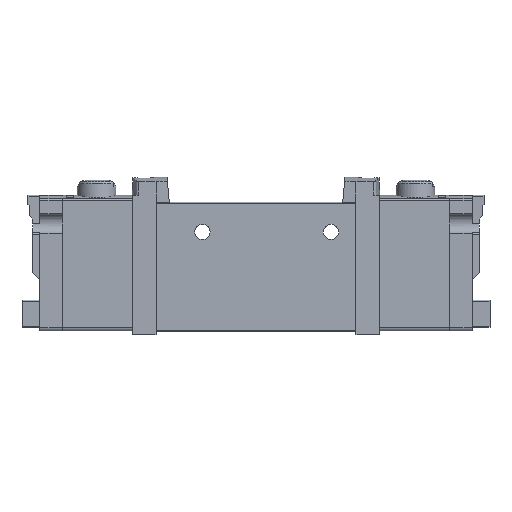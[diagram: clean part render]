
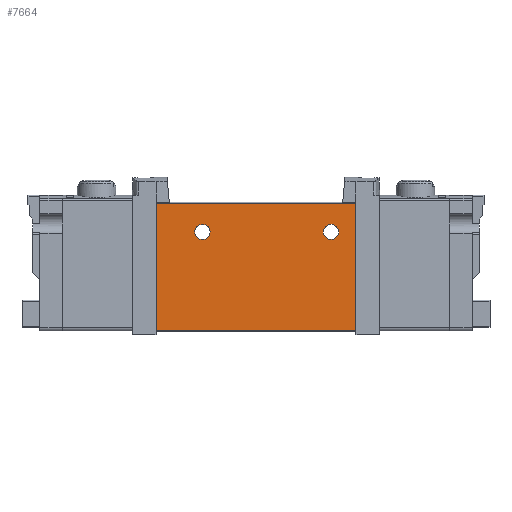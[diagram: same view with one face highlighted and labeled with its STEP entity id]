
A CAD part, top view. The second image highlights one B-rep face of the part: STEP entity #7664.
In plain terms, the highlighted planar face has unit normal (0, 0, 1).
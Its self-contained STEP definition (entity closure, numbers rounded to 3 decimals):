
#89=PLANE('',#8245);
#580=LINE('',#11712,#1410);
#619=LINE('',#11804,#1449);
#622=LINE('',#11812,#1452);
#625=LINE('',#11820,#1455);
#1410=VECTOR('',#9209,1000.);
#1449=VECTOR('',#9292,1000.);
#1452=VECTOR('',#9299,1000.);
#1455=VECTOR('',#9308,1000.);
#2511=ORIENTED_EDGE('',*,*,#4694,.F.);
#2512=ORIENTED_EDGE('',*,*,#4695,.F.);
#2513=ORIENTED_EDGE('',*,*,#4639,.T.);
#2514=ORIENTED_EDGE('',*,*,#4696,.F.);
#2515=ORIENTED_EDGE('',*,*,#4687,.F.);
#2516=ORIENTED_EDGE('',*,*,#4691,.T.);
#4639=EDGE_CURVE('',#5742,#5741,#580,.T.);
#4687=EDGE_CURVE('',#5772,#5773,#619,.T.);
#4691=EDGE_CURVE('',#5772,#5742,#622,.T.);
#4694=EDGE_CURVE('',#5776,#5776,#6351,.F.);
#4695=EDGE_CURVE('',#5777,#5777,#6352,.F.);
#4696=EDGE_CURVE('',#5773,#5741,#625,.T.);
#5741=VERTEX_POINT('',#11711);
#5742=VERTEX_POINT('',#11713);
#5772=VERTEX_POINT('',#11803);
#5773=VERTEX_POINT('',#11805);
#5776=VERTEX_POINT('',#11817);
#5777=VERTEX_POINT('',#11819);
#6351=CIRCLE('',#8246,1.6);
#6352=CIRCLE('',#8247,1.6);
#6568=EDGE_LOOP('',(#2511));
#6569=EDGE_LOOP('',(#2512));
#6570=EDGE_LOOP('',(#2513,#2514,#2515,#2516));
#7086=FACE_BOUND('',#6568,.T.);
#7087=FACE_BOUND('',#6569,.T.);
#7088=FACE_BOUND('',#6570,.T.);
#7664=ADVANCED_FACE('',(#7086,#7087,#7088),#89,.F.);
#8245=AXIS2_PLACEMENT_3D('',#11815,#9302,#9303);
#8246=AXIS2_PLACEMENT_3D('',#11816,#9304,#9305);
#8247=AXIS2_PLACEMENT_3D('',#11818,#9306,#9307);
#9209=DIRECTION('',(0.,-1.,0.));
#9292=DIRECTION('',(0.,-1.,0.));
#9299=DIRECTION('',(-1.,0.,0.));
#9302=DIRECTION('',(0.,0.,-1.));
#9303=DIRECTION('',(-1.,0.,0.));
#9304=DIRECTION('',(0.,0.,-1.));
#9305=DIRECTION('',(-1.,0.,0.));
#9306=DIRECTION('',(0.,0.,-1.));
#9307=DIRECTION('',(-1.,0.,0.));
#9308=DIRECTION('',(-1.,0.,0.));
#11711=CARTESIAN_POINT('',(-21.,0.,5.1));
#11712=CARTESIAN_POINT('',(-21.,26.7,5.1));
#11713=CARTESIAN_POINT('',(-21.,26.7,5.1));
#11803=CARTESIAN_POINT('',(21.,26.7,5.1));
#11804=CARTESIAN_POINT('',(21.,26.7,5.1));
#11805=CARTESIAN_POINT('',(21.,0.,5.1));
#11812=CARTESIAN_POINT('',(21.,26.7,5.1));
#11815=CARTESIAN_POINT('',(21.,26.7,5.1));
#11816=CARTESIAN_POINT('',(-11.25,20.8,5.1));
#11817=CARTESIAN_POINT('',(-12.85,20.8,5.1));
#11818=CARTESIAN_POINT('',(15.75,20.8,5.1));
#11819=CARTESIAN_POINT('',(14.15,20.8,5.1));
#11820=CARTESIAN_POINT('',(21.,0.,5.1));
